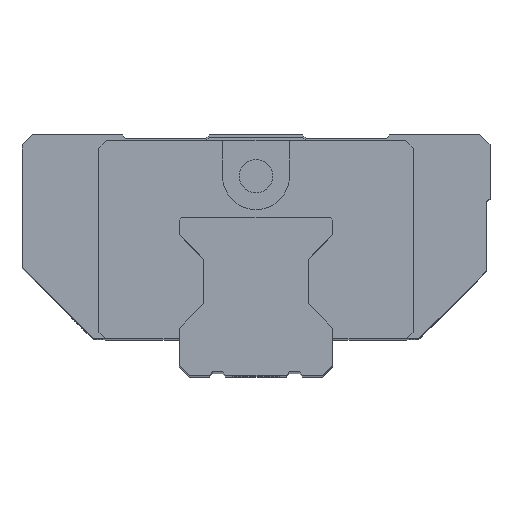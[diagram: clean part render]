
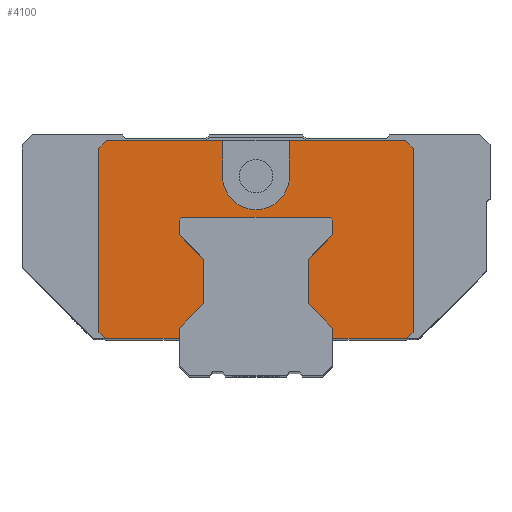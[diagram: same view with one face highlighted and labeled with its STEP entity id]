
A CAD part, top view. The second image highlights one B-rep face of the part: STEP entity #4100.
In plain terms, the highlighted planar face has unit normal (0, 0, 1).
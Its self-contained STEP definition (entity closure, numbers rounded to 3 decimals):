
#1183=CARTESIAN_POINT('',(0.,-6.2,57.2));
#1184=DIRECTION('',(0.,0.,1.));
#1185=DIRECTION('',(-1.,0.,0.));
#1186=AXIS2_PLACEMENT_3D('',#1183,#1184,#1185);
#1188=DIRECTION('',(0.,1.,0.));
#1189=VECTOR('',#1188,5.3);
#1190=CARTESIAN_POINT('',(5.,-6.2,57.2));
#1191=LINE('',#1190,#1189);
#1192=DIRECTION('',(1.,0.,0.));
#1193=VECTOR('',#1192,17.4);
#1194=CARTESIAN_POINT('',(5.,-0.9,57.2));
#1195=LINE('',#1194,#1193);
#1196=DIRECTION('',(0.707,-0.707,0.));
#1197=VECTOR('',#1196,1.556);
#1198=CARTESIAN_POINT('',(22.4,-0.9,57.2));
#1199=LINE('',#1198,#1197);
#1200=DIRECTION('',(0.,-1.,0.));
#1201=VECTOR('',#1200,27.5);
#1202=CARTESIAN_POINT('',(23.5,-2.,57.2));
#1203=LINE('',#1202,#1201);
#1204=DIRECTION('',(-0.707,-0.707,0.));
#1205=VECTOR('',#1204,1.414);
#1206=CARTESIAN_POINT('',(23.5,-29.5,57.2));
#1207=LINE('',#1206,#1205);
#1208=DIRECTION('',(-1.,0.,0.));
#1209=VECTOR('',#1208,11.);
#1210=CARTESIAN_POINT('',(22.5,-30.5,57.2));
#1211=LINE('',#1210,#1209);
#1212=DIRECTION('',(0.,1.,0.));
#1213=VECTOR('',#1212,1.543);
#1214=CARTESIAN_POINT('',(11.5,-30.5,57.2));
#1215=LINE('',#1214,#1213);
#1216=DIRECTION('',(-0.707,0.707,0.));
#1217=VECTOR('',#1216,5.162);
#1218=CARTESIAN_POINT('',(11.5,-28.957,57.2));
#1219=LINE('',#1218,#1217);
#1220=DIRECTION('',(0.,1.,0.));
#1221=VECTOR('',#1220,6.675);
#1222=CARTESIAN_POINT('',(7.85,-25.307,57.2));
#1223=LINE('',#1222,#1221);
#1224=DIRECTION('',(0.707,0.707,0.));
#1225=VECTOR('',#1224,5.162);
#1226=CARTESIAN_POINT('',(7.85,-18.632,57.2));
#1227=LINE('',#1226,#1225);
#1228=DIRECTION('',(0.,1.,0.));
#1229=VECTOR('',#1228,2.182);
#1230=CARTESIAN_POINT('',(11.5,-14.982,57.2));
#1231=LINE('',#1230,#1229);
#1232=DIRECTION('',(-0.707,0.707,0.));
#1233=VECTOR('',#1232,0.566);
#1234=CARTESIAN_POINT('',(11.5,-12.8,57.2));
#1235=LINE('',#1234,#1233);
#1236=DIRECTION('',(-1.,0.,0.));
#1237=VECTOR('',#1236,22.2);
#1238=CARTESIAN_POINT('',(11.1,-12.4,57.2));
#1239=LINE('',#1238,#1237);
#1240=DIRECTION('',(-0.707,-0.707,0.));
#1241=VECTOR('',#1240,0.566);
#1242=CARTESIAN_POINT('',(-11.1,-12.4,57.2));
#1243=LINE('',#1242,#1241);
#1244=DIRECTION('',(0.,-1.,0.));
#1245=VECTOR('',#1244,2.182);
#1246=CARTESIAN_POINT('',(-11.5,-12.8,57.2));
#1247=LINE('',#1246,#1245);
#1248=DIRECTION('',(0.707,-0.707,0.));
#1249=VECTOR('',#1248,5.162);
#1250=CARTESIAN_POINT('',(-11.5,-14.982,57.2));
#1251=LINE('',#1250,#1249);
#1252=DIRECTION('',(0.,-1.,0.));
#1253=VECTOR('',#1252,6.675);
#1254=CARTESIAN_POINT('',(-7.85,-18.632,57.2));
#1255=LINE('',#1254,#1253);
#1256=DIRECTION('',(-0.707,-0.707,0.));
#1257=VECTOR('',#1256,5.162);
#1258=CARTESIAN_POINT('',(-7.85,-25.307,57.2));
#1259=LINE('',#1258,#1257);
#1260=DIRECTION('',(0.,-1.,0.));
#1261=VECTOR('',#1260,1.543);
#1262=CARTESIAN_POINT('',(-11.5,-28.957,57.2));
#1263=LINE('',#1262,#1261);
#1264=DIRECTION('',(-1.,0.,0.));
#1265=VECTOR('',#1264,11.);
#1266=CARTESIAN_POINT('',(-11.5,-30.5,57.2));
#1267=LINE('',#1266,#1265);
#1268=DIRECTION('',(-0.707,0.707,0.));
#1269=VECTOR('',#1268,1.414);
#1270=CARTESIAN_POINT('',(-22.5,-30.5,57.2));
#1271=LINE('',#1270,#1269);
#1272=DIRECTION('',(0.,1.,0.));
#1273=VECTOR('',#1272,27.5);
#1274=CARTESIAN_POINT('',(-23.5,-29.5,57.2));
#1275=LINE('',#1274,#1273);
#1276=DIRECTION('',(0.707,0.707,0.));
#1277=VECTOR('',#1276,1.556);
#1278=CARTESIAN_POINT('',(-23.5,-2.,57.2));
#1279=LINE('',#1278,#1277);
#1280=DIRECTION('',(1.,0.,0.));
#1281=VECTOR('',#1280,17.4);
#1282=CARTESIAN_POINT('',(-22.4,-0.9,57.2));
#1283=LINE('',#1282,#1281);
#1284=DIRECTION('',(0.,1.,0.));
#1285=VECTOR('',#1284,5.3);
#1286=CARTESIAN_POINT('',(-5.,-6.2,57.2));
#1287=LINE('',#1286,#1285);
#2172=CARTESIAN_POINT('',(23.5,-2.,57.2));
#2173=CARTESIAN_POINT('',(23.5,-29.5,57.2));
#2174=VERTEX_POINT('',#2172);
#2175=VERTEX_POINT('',#2173);
#2176=CARTESIAN_POINT('',(22.5,-30.5,57.2));
#2177=VERTEX_POINT('',#2176);
#2178=CARTESIAN_POINT('',(11.5,-30.5,57.2));
#2179=VERTEX_POINT('',#2178);
#2180=CARTESIAN_POINT('',(11.5,-28.957,57.2));
#2181=VERTEX_POINT('',#2180);
#2182=CARTESIAN_POINT('',(7.85,-25.307,57.2));
#2183=VERTEX_POINT('',#2182);
#2184=CARTESIAN_POINT('',(7.85,-18.632,57.2));
#2185=VERTEX_POINT('',#2184);
#2186=CARTESIAN_POINT('',(11.5,-14.982,57.2));
#2187=VERTEX_POINT('',#2186);
#2188=CARTESIAN_POINT('',(11.5,-12.8,57.2));
#2189=VERTEX_POINT('',#2188);
#2190=CARTESIAN_POINT('',(11.1,-12.4,57.2));
#2191=VERTEX_POINT('',#2190);
#2192=CARTESIAN_POINT('',(-11.1,-12.4,57.2));
#2193=VERTEX_POINT('',#2192);
#2194=CARTESIAN_POINT('',(-11.5,-12.8,57.2));
#2195=VERTEX_POINT('',#2194);
#2196=CARTESIAN_POINT('',(-11.5,-14.982,57.2));
#2197=VERTEX_POINT('',#2196);
#2198=CARTESIAN_POINT('',(-7.85,-18.632,57.2));
#2199=VERTEX_POINT('',#2198);
#2200=CARTESIAN_POINT('',(-7.85,-25.307,57.2));
#2201=VERTEX_POINT('',#2200);
#2202=CARTESIAN_POINT('',(-11.5,-28.957,57.2));
#2203=VERTEX_POINT('',#2202);
#2204=CARTESIAN_POINT('',(-11.5,-30.5,57.2));
#2205=VERTEX_POINT('',#2204);
#2206=CARTESIAN_POINT('',(-22.5,-30.5,57.2));
#2207=VERTEX_POINT('',#2206);
#2208=CARTESIAN_POINT('',(-23.5,-29.5,57.2));
#2209=VERTEX_POINT('',#2208);
#2210=CARTESIAN_POINT('',(-23.5,-2.,57.2));
#2211=VERTEX_POINT('',#2210);
#2212=CARTESIAN_POINT('',(-22.4,-0.9,57.2));
#2213=VERTEX_POINT('',#2212);
#2218=CARTESIAN_POINT('',(-5.,-0.9,57.2));
#2219=VERTEX_POINT('',#2218);
#2220=CARTESIAN_POINT('',(5.,-0.9,57.2));
#2221=CARTESIAN_POINT('',(22.4,-0.9,57.2));
#2222=VERTEX_POINT('',#2220);
#2223=VERTEX_POINT('',#2221);
#2228=CARTESIAN_POINT('',(5.,-6.2,57.2));
#2229=VERTEX_POINT('',#2228);
#2230=CARTESIAN_POINT('',(-5.,-6.2,57.2));
#2231=VERTEX_POINT('',#2230);
#4063=CARTESIAN_POINT('',(7.,-0.4,57.2));
#4064=DIRECTION('',(0.,0.,1.));
#4065=DIRECTION('',(1.,0.,0.));
#4066=AXIS2_PLACEMENT_3D('',#4063,#4064,#4065);
#4067=PLANE('',#4066);
#4069=ORIENTED_EDGE('',*,*,#4068,.F.);
#4071=ORIENTED_EDGE('',*,*,#4070,.T.);
#4073=ORIENTED_EDGE('',*,*,#4072,.T.);
#4074=ORIENTED_EDGE('',*,*,#2626,.T.);
#4076=ORIENTED_EDGE('',*,*,#4075,.T.);
#4077=ORIENTED_EDGE('',*,*,#2741,.T.);
#4078=ORIENTED_EDGE('',*,*,#2828,.T.);
#4079=ORIENTED_EDGE('',*,*,#2842,.T.);
#4080=ORIENTED_EDGE('',*,*,#2870,.T.);
#4081=ORIENTED_EDGE('',*,*,#2885,.T.);
#4082=ORIENTED_EDGE('',*,*,#2900,.T.);
#4083=ORIENTED_EDGE('',*,*,#2915,.T.);
#4084=ORIENTED_EDGE('',*,*,#2930,.T.);
#4085=ORIENTED_EDGE('',*,*,#2945,.T.);
#4086=ORIENTED_EDGE('',*,*,#2960,.T.);
#4087=ORIENTED_EDGE('',*,*,#3981,.T.);
#4088=ORIENTED_EDGE('',*,*,#3996,.T.);
#4089=ORIENTED_EDGE('',*,*,#4011,.T.);
#4090=ORIENTED_EDGE('',*,*,#4026,.T.);
#4091=ORIENTED_EDGE('',*,*,#4041,.T.);
#4092=ORIENTED_EDGE('',*,*,#4055,.T.);
#4093=ORIENTED_EDGE('',*,*,#2473,.T.);
#4094=ORIENTED_EDGE('',*,*,#2503,.T.);
#4095=ORIENTED_EDGE('',*,*,#2518,.T.);
#4096=ORIENTED_EDGE('',*,*,#2605,.T.);
#4097=ORIENTED_EDGE('',*,*,#2634,.T.);
#4098=EDGE_LOOP('',(#4069,#4071,#4073,#4074,#4076,#4077,#4078,#4079,#4080,#4081,
#4082,#4083,#4084,#4085,#4086,#4087,#4088,#4089,#4090,#4091,#4092,#4093,#4094,
#4095,#4096,#4097));
#4099=FACE_OUTER_BOUND('',#4098,.F.);
#4100=ADVANCED_FACE('',(#4099),#4067,.T.);
#1187=CIRCLE('',#1186,5.);
#2473=EDGE_CURVE('',#2205,#2207,#1267,.T.);
#2503=EDGE_CURVE('',#2207,#2209,#1271,.T.);
#2518=EDGE_CURVE('',#2209,#2211,#1275,.T.);
#2605=EDGE_CURVE('',#2211,#2213,#1279,.T.);
#2626=EDGE_CURVE('',#2222,#2223,#1195,.T.);
#2634=EDGE_CURVE('',#2213,#2219,#1283,.T.);
#2741=EDGE_CURVE('',#2174,#2175,#1203,.T.);
#2828=EDGE_CURVE('',#2175,#2177,#1207,.T.);
#2842=EDGE_CURVE('',#2177,#2179,#1211,.T.);
#2870=EDGE_CURVE('',#2179,#2181,#1215,.T.);
#2885=EDGE_CURVE('',#2181,#2183,#1219,.T.);
#2900=EDGE_CURVE('',#2183,#2185,#1223,.T.);
#2915=EDGE_CURVE('',#2185,#2187,#1227,.T.);
#2930=EDGE_CURVE('',#2187,#2189,#1231,.T.);
#2945=EDGE_CURVE('',#2189,#2191,#1235,.T.);
#2960=EDGE_CURVE('',#2191,#2193,#1239,.T.);
#3981=EDGE_CURVE('',#2193,#2195,#1243,.T.);
#3996=EDGE_CURVE('',#2195,#2197,#1247,.T.);
#4011=EDGE_CURVE('',#2197,#2199,#1251,.T.);
#4026=EDGE_CURVE('',#2199,#2201,#1255,.T.);
#4041=EDGE_CURVE('',#2201,#2203,#1259,.T.);
#4055=EDGE_CURVE('',#2203,#2205,#1263,.T.);
#4068=EDGE_CURVE('',#2231,#2219,#1287,.T.);
#4070=EDGE_CURVE('',#2231,#2229,#1187,.T.);
#4072=EDGE_CURVE('',#2229,#2222,#1191,.T.);
#4075=EDGE_CURVE('',#2223,#2174,#1199,.T.);
